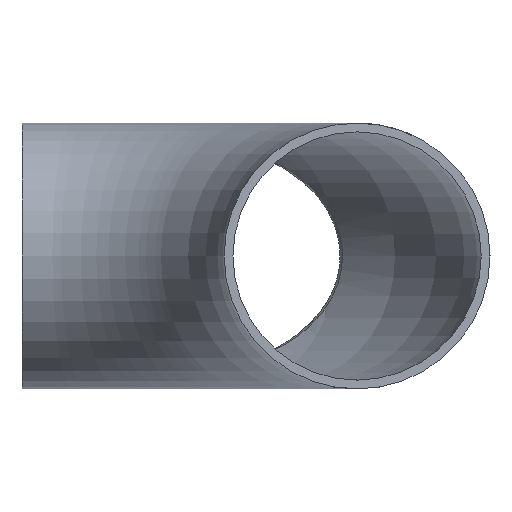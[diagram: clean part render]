
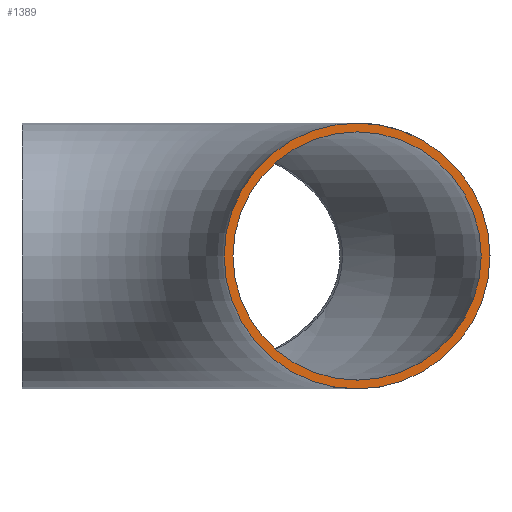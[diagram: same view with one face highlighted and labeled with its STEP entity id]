
A CAD part, left-side view. The second image highlights one B-rep face of the part: STEP entity #1389.
In plain terms, the highlighted planar face has unit normal (-1, 0, 0).
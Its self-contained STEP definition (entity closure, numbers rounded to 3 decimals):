
#97 = CIRCLE ( 'NONE', #6966, 28.15 ) ;
#372 = ORIENTED_EDGE ( 'NONE', *, *, #2870, .T. ) ;
#831 = CARTESIAN_POINT ( 'NONE',  ( -76., -76., 0. ) ) ;
#1389 = ADVANCED_FACE ( 'NONE', ( #9248, #9891 ), #4453, .T. ) ;
#1831 = EDGE_LOOP ( 'NONE', ( #6912 ) ) ;
#2866 = DIRECTION ( 'NONE',  ( 0., -1., 0. ) ) ;
#2870 = EDGE_CURVE ( 'NONE', #7584, #7584, #5421, .T. ) ;
#4453 = PLANE ( 'NONE',  #4679 ) ;
#4520 = DIRECTION ( 'NONE',  ( -1., 0., 0. ) ) ;
#4679 = AXIS2_PLACEMENT_3D ( 'NONE', #6075, #4520, #2866 ) ;
#5320 = DIRECTION ( 'NONE',  ( 0., -1., 0. ) ) ;
#5421 = CIRCLE ( 'NONE', #7837, 30.15 ) ;
#6021 = CARTESIAN_POINT ( 'NONE',  ( -76., -76., 0. ) ) ;
#6075 = CARTESIAN_POINT ( 'NONE',  ( -76., 0., 35.117 ) ) ;
#6217 = CARTESIAN_POINT ( 'NONE',  ( -76., -106.15, 0. ) ) ;
#6314 = DIRECTION ( 'NONE',  ( 0., -1., 0. ) ) ;
#6912 = ORIENTED_EDGE ( 'NONE', *, *, #9627, .F. ) ;
#6966 = AXIS2_PLACEMENT_3D ( 'NONE', #6021, #8415, #5320 ) ;
#7140 = EDGE_LOOP ( 'NONE', ( #372 ) ) ;
#7584 = VERTEX_POINT ( 'NONE', #6217 ) ;
#7837 = AXIS2_PLACEMENT_3D ( 'NONE', #831, #7924, #6314 ) ;
#7924 = DIRECTION ( 'NONE',  ( -1., 0., 0. ) ) ;
#8415 = DIRECTION ( 'NONE',  ( -1., 0., 0. ) ) ;
#9248 = FACE_BOUND ( 'NONE', #1831, .T. ) ;
#9345 = CARTESIAN_POINT ( 'NONE',  ( -76., -104.15, 0. ) ) ;
#9549 = VERTEX_POINT ( 'NONE', #9345 ) ;
#9627 = EDGE_CURVE ( 'NONE', #9549, #9549, #97, .T. ) ;
#9891 = FACE_OUTER_BOUND ( 'NONE', #7140, .T. ) ;
